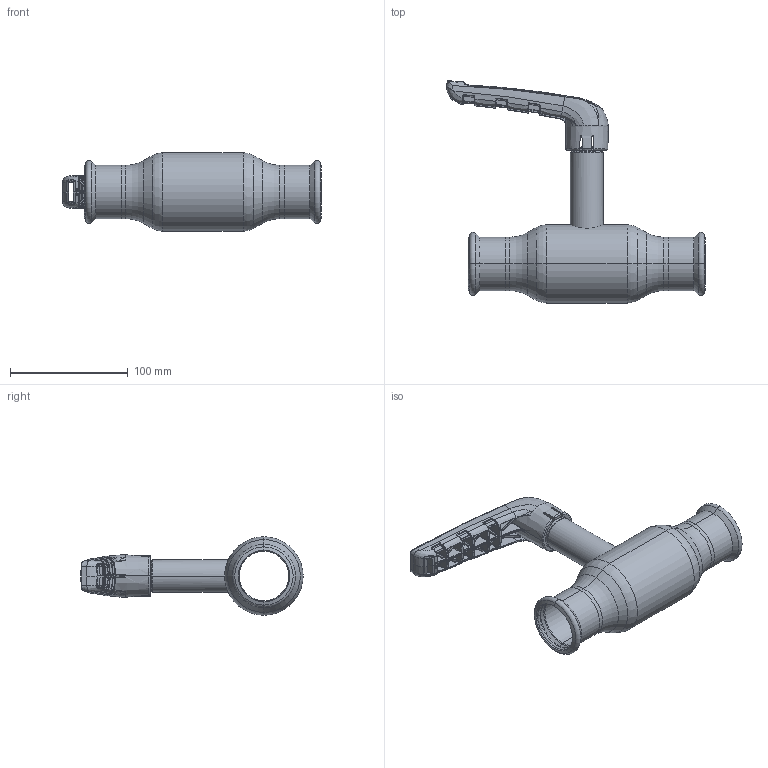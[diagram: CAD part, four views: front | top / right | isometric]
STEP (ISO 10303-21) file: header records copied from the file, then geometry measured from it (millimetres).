
FILE_DESCRIPTION (( 'STEP AP214' ), '1' );
FILE_NAME ('XPR20101 DN40 42 x 42.step', '2018-09-25T08:40:43', ( '' ), ( '' ), 'SwSTEP 2.0', 'SolidWorks 2017', '' );
FILE_SCHEMA (( 'AUTOMOTIVE_DESIGN' ));
Length unit declared in the file: millimetre
Products named in the file (1): XPR20101 DN40 42 x 42
Bounding box: 220.15 x 188.99 x 66.68 mm (x, y, z)
Surface area: 79049.2 mm2 (no closed solid volume)
Topology: 0 solids, 12 shells, 776 faces, 2817 edges, 1882 vertices
Faces by surface type: bspline 650, plane 37, cone 30, cylinder 26, torus 25, sphere 8
Entity records: 61521 total; most frequent: CARTESIAN_POINT 36018, ORIENTED_EDGE 4271, EDGE_CURVE 2783, B_SPLINE_CURVE_WITH_KNOTS 2012, VERTEX_POINT 1878, DIRECTION 1639, EDGE_LOOP 788, UNCERTAINTY_MEASURE_WITH_UNIT 778
